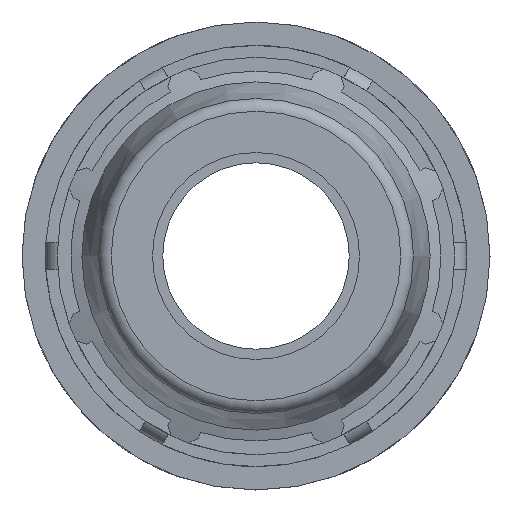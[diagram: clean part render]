
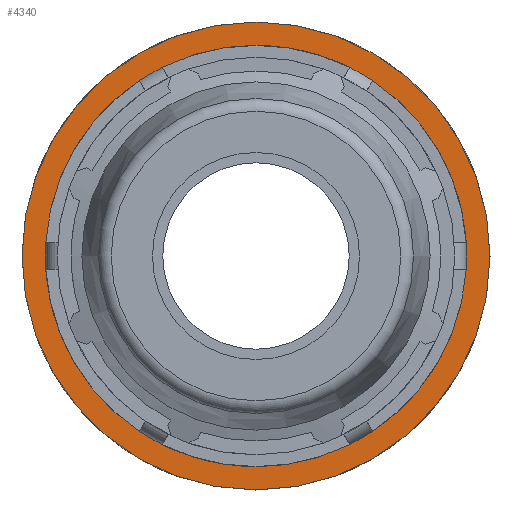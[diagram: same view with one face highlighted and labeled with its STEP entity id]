
A CAD part, left-side view. The second image highlights one B-rep face of the part: STEP entity #4340.
In plain terms, the highlighted planar face has unit normal (-1, 0, 0).
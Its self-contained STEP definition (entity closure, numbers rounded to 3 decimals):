
#100=FACE_BOUND('',#617,.T.);
#381=FACE_OUTER_BOUND('',#616,.T.);
#616=EDGE_LOOP('',(#3566));
#617=EDGE_LOOP('',(#3567));
#712=CIRCLE('',#4464,56.5);
#833=CIRCLE('',#4728,45.2);
#1692=VERTEX_POINT('',#6273);
#1958=VERTEX_POINT('',#7397);
#2136=EDGE_CURVE('',#1692,#1692,#712,.T.);
#2543=EDGE_CURVE('',#1958,#1958,#833,.T.);
#3566=ORIENTED_EDGE('',*,*,#2136,.F.);
#3567=ORIENTED_EDGE('',*,*,#2543,.T.);
#3920=PLANE('',#4727);
#4340=ADVANCED_FACE('',(#381,#100),#3920,.T.);
#4464=AXIS2_PLACEMENT_3D('',#6274,#5051,#5052);
#4727=AXIS2_PLACEMENT_3D('',#7396,#5799,#5800);
#4728=AXIS2_PLACEMENT_3D('',#7398,#5801,#5802);
#5051=DIRECTION('center_axis',(1.,0.,0.));
#5052=DIRECTION('ref_axis',(0.,0.,-1.));
#5799=DIRECTION('center_axis',(-1.,0.,0.));
#5800=DIRECTION('ref_axis',(0.,0.,1.));
#5801=DIRECTION('center_axis',(1.,0.,0.));
#5802=DIRECTION('ref_axis',(0.,0.,-1.));
#6273=CARTESIAN_POINT('',(37.849,0.,56.5));
#6274=CARTESIAN_POINT('Origin',(37.849,0.,0.));
#7396=CARTESIAN_POINT('Origin',(37.849,56.5,0.));
#7397=CARTESIAN_POINT('',(37.849,45.2,0.));
#7398=CARTESIAN_POINT('Origin',(37.849,0.,0.));
